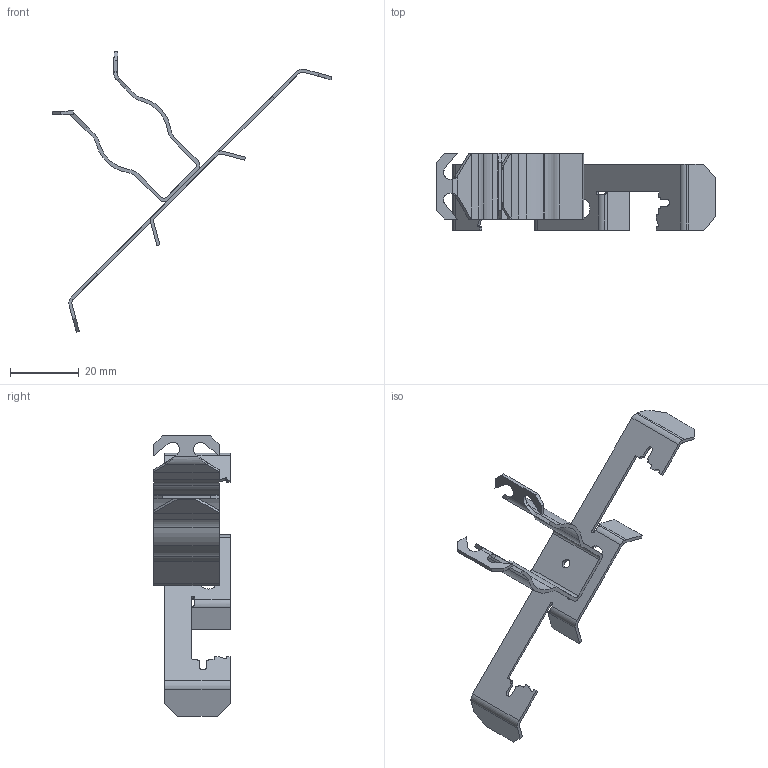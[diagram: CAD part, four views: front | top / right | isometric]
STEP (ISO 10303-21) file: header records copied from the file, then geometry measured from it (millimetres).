
FILE_DESCRIPTION (( 'STEP AP203' ), '1' );
FILE_NAME ('P4Z3412P.stp', '2017-03-16T15:31:12', ( '' ), ( '' ), 'SwSTEP 2.0', 'SolidWorks 2016', '' );
FILE_SCHEMA (( 'CONFIG_CONTROL_DESIGN' ));
Length unit declared in the file: inch
Products named in the file (1): P4Z3412P
Bounding box: 81.37 x 22.28 x 81.57 mm (x, y, z)
Volume: 3339.4 mm3; surface area: 7599.1 mm2
Topology: 2 solids, 2 shells, 191 faces, 537 edges, 350 vertices
Faces by surface type: plane 98, cylinder 89, bspline 4
Entity records: 6377 total; most frequent: CARTESIAN_POINT 1282, ORIENTED_EDGE 1074, DIRECTION 1042, EDGE_CURVE 537, VECTOR 354, LINE 354, VERTEX_POINT 350, AXIS2_PLACEMENT_3D 344
